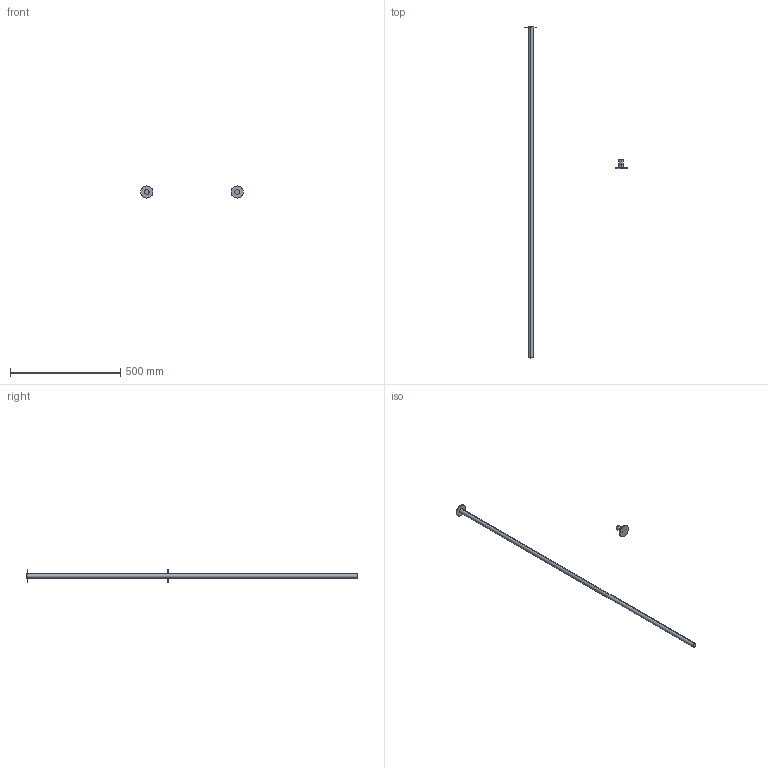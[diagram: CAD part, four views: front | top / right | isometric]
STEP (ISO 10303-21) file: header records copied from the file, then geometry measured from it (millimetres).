
FILE_DESCRIPTION (( 'STEP AP214' ), '1' );
FILE_NAME ('24033.STEP', '2026-01-19T13:49:42', ( '' ), ( '' ), 'SwSTEP 2.0', 'SolidWorks 2018', '' );
FILE_SCHEMA (( 'AUTOMOTIVE_DESIGN' ));
Length unit declared in the file: millimetre
Products named in the file (1): 24033
Bounding box: 463.91 x 1505 x 55 mm (x, y, z)
Volume: 503019.8 mm3; surface area: 109548.2 mm2
Topology: 5 solids, 5 shells, 35 faces, 68 edges, 44 vertices
Faces by surface type: cylinder 18, plane 12, bspline 3, cone 2
Entity records: 1440 total; most frequent: CARTESIAN_POINT 674, DIRECTION 146, ORIENTED_EDGE 136, EDGE_CURVE 68, AXIS2_PLACEMENT_3D 63, VERTEX_POINT 44, EDGE_LOOP 38, FACE_OUTER_BOUND 35
